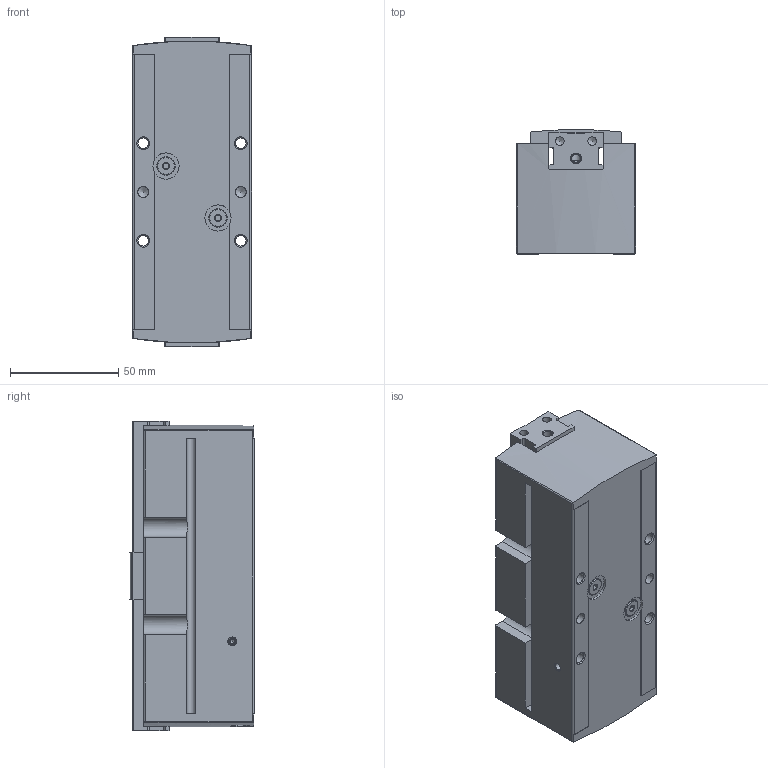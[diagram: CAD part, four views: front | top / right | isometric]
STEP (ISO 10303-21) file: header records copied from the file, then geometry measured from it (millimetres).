
FILE_DESCRIPTION(/* description */ ('STEP AP214'),/* implementation_level */ '2;1');
FILE_NAME(/* name */ '525663_HGPP-25-A-G2',/* time_stamp */ '2024-08-29T06:49:56+02:00',/* author */ ('License CC BY-ND 4.0'),/* organization */ ('CADENAS'),/* preprocessor_version */ 'ST-DEVELOPER v19.3',/* originating_system */ 'PARTsolutions',/* authorisation */ ' ');
FILE_SCHEMA (('AUTOMOTIVE_DESIGN {1 0 10303 214 3 1 1}'));
Length unit declared in the file: millimetre
Products named in the file (5): 525663 HGPP-25-A-G2---(0); 525663 HGPP-25-A-G2GR---(5); DIN-914 - M4x10(F); 174308 B-M5-B; HGPP-25-A---(JAW)
Assembly tree (6 placements, depth 2):
  525663 HGPP-25-A-G2---(0)
    525663 HGPP-25-A-G2GR---(5)
    DIN-914 - M4x10(F)
    174308 B-M5-B  x2
    HGPP-25-A---(JAW)  x2
Bounding box: 55 x 57.38 x 143 mm (x, y, z)
Volume: 378752.1 mm3; surface area: 65845.7 mm2
Topology: 6 solids, 6 shells, 327 faces, 836 edges, 536 vertices
Faces by surface type: plane 148, cylinder 104, cone 73, torus 2
Full cylindrical faces by diameter (mm): 1.567 x4, 2 x1, 2.459 x4, 3 x4, 3.242 x1, 4 x9, 4.134 x10, 4.917 x4, 5 x4, 5.1 x4, 7.2 x2, 7.6 x1, 8 x5, 8.5 x2, 9 x1, 12.1 x2
Entity records: 8378 total; most frequent: CARTESIAN_POINT 1372, DIRECTION 1210, ORIENTED_EDGE 1032, EDGE_CURVE 516, AXIS2_PLACEMENT_3D 476, FACE_BOUND 404, VERTEX_POINT 398, EDGE_LOOP 382
